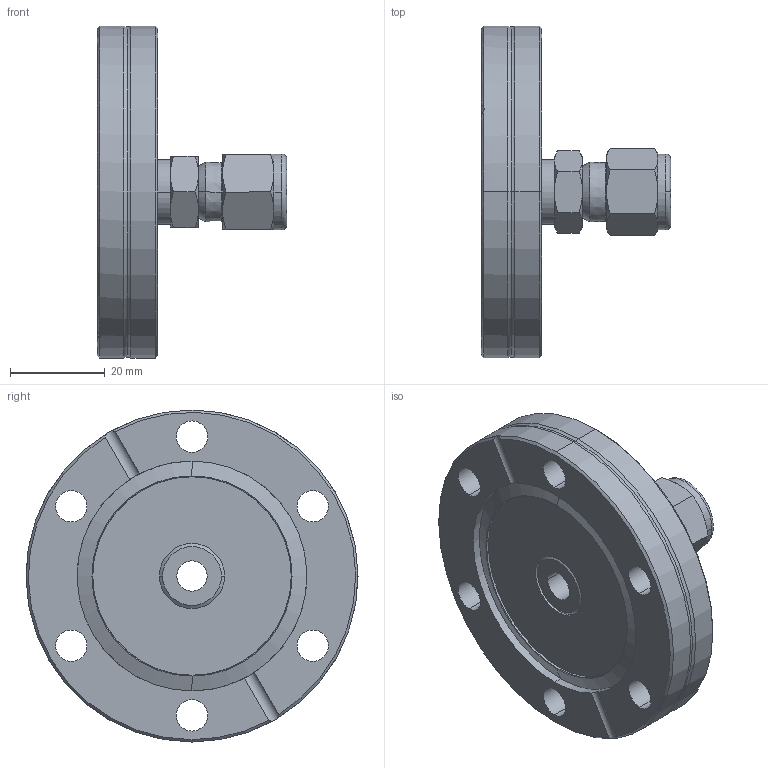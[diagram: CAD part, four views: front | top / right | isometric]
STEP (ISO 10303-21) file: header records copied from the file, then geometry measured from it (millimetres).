
FILE_DESCRIPTION (( 'STEP AP214' ), '1' );
FILE_NAME ('420ASW040-8.stp', '2017-04-21T07:12:45', ( '' ), ( '' ), 'SwSTEP 2.0', 'SolidWorks 2015', '' );
FILE_SCHEMA (( 'AUTOMOTIVE_DESIGN' ));
Length unit declared in the file: millimetre
Products named in the file (1): 420ASW040-8
Bounding box: 39.9 x 69.9 x 69.9 mm (x, y, z)
Volume: 47299.2 mm3; surface area: 15300.1 mm2
Topology: 2 solids, 2 shells, 105 faces, 241 edges, 144 vertices
Faces by surface type: cone 45, cylinder 30, plane 22, torus 6, bspline 2
Entity records: 4569 total; most frequent: CARTESIAN_POINT 999, DIRECTION 511, ORIENTED_EDGE 482, EDGE_CURVE 241, AXIS2_PLACEMENT_3D 224, VERTEX_POINT 144, EDGE_LOOP 125, CIRCLE 120
